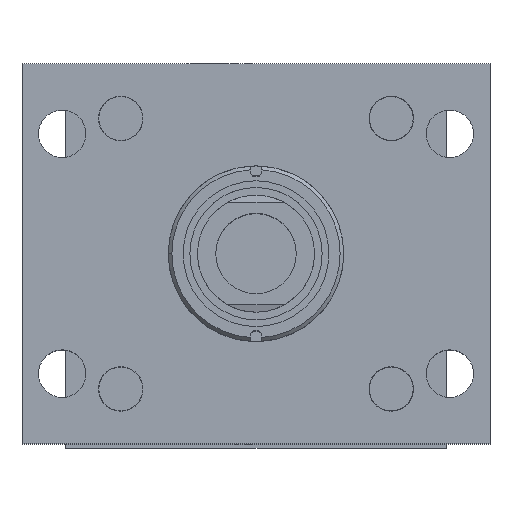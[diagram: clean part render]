
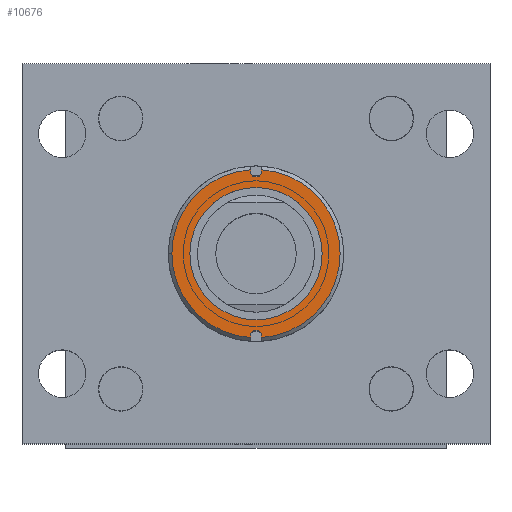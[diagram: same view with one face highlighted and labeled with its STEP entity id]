
A CAD part, top view. The second image highlights one B-rep face of the part: STEP entity #10676.
In plain terms, the highlighted planar face has unit normal (0, 0, 1).
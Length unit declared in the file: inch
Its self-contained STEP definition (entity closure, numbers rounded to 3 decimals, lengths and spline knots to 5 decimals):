
#124 = VERTEX_POINT ( 'NONE', #5143 ) ;
#145 = DIRECTION ( 'NONE',  ( -1., 0., 0. ) ) ;
#351 = FACE_OUTER_BOUND ( 'NONE', #9111, .T. ) ;
#385 = VERTEX_POINT ( 'NONE', #6248 ) ;
#516 = ORIENTED_EDGE ( 'NONE', *, *, #4396, .F. ) ;
#597 = DIRECTION ( 'NONE',  ( 0., 0., -1. ) ) ;
#638 = DIRECTION ( 'NONE',  ( 1., 0., 0. ) ) ;
#650 = CARTESIAN_POINT ( 'NONE',  ( 19.3411, 43.8257, -2.93519 ) ) ;
#766 = CIRCLE ( 'NONE', #4264, 0.094 ) ;
#916 = ORIENTED_EDGE ( 'NONE', *, *, #10746, .T. ) ;
#1298 = DIRECTION ( 'NONE',  ( 1., 0., 0. ) ) ;
#1300 = CIRCLE ( 'NONE', #2154, 1.438 ) ;
#1551 = CARTESIAN_POINT ( 'NONE',  ( 19.2471, 43.55073, -2.93519 ) ) ;
#1745 = DIRECTION ( 'NONE',  ( 0., -1., 0. ) ) ;
#1859 = CARTESIAN_POINT ( 'NONE',  ( 19.1531, 43.55073, -2.93519 ) ) ;
#1931 = DIRECTION ( 'NONE',  ( 1., 0., 0. ) ) ;
#1997 = AXIS2_PLACEMENT_3D ( 'NONE', #5573, #2112, #1298 ) ;
#2073 = EDGE_CURVE ( 'NONE', #124, #6851, #7701, .T. ) ;
#2083 = VERTEX_POINT ( 'NONE', #10661 ) ;
#2112 = DIRECTION ( 'NONE',  ( 0., 0., 1. ) ) ;
#2154 = AXIS2_PLACEMENT_3D ( 'NONE', #8164, #8127, #10636 ) ;
#2356 = VERTEX_POINT ( 'NONE', #4095 ) ;
#2457 = ORIENTED_EDGE ( 'NONE', *, *, #3537, .T. ) ;
#2587 = EDGE_CURVE ( 'NONE', #4297, #4894, #3136, .T. ) ;
#2848 = CARTESIAN_POINT ( 'NONE',  ( 19.1531, 43.85462, -2.93519 ) ) ;
#3136 = CIRCLE ( 'NONE', #5835, 1.438 ) ;
#3217 = LINE ( 'NONE', #1859, #5766 ) ;
#3439 = CARTESIAN_POINT ( 'NONE',  ( 19.3411, 43.55073, -2.93519 ) ) ;
#3537 = EDGE_CURVE ( 'NONE', #385, #6851, #4786, .T. ) ;
#3625 = DIRECTION ( 'NONE',  ( 0., -1., 0. ) ) ;
#3981 = FACE_BOUND ( 'NONE', #4317, .T. ) ;
#4001 = CARTESIAN_POINT ( 'NONE',  ( 19.1531, 40.98477, -2.93519 ) ) ;
#4053 = CIRCLE ( 'NONE', #1997, 0.094 ) ;
#4084 = PLANE ( 'NONE',  #6123 ) ;
#4095 = CARTESIAN_POINT ( 'NONE',  ( 18.11607, 42.4197, -2.93519 ) ) ;
#4120 = DIRECTION ( 'NONE',  ( 0., 1., 0. ) ) ;
#4264 = AXIS2_PLACEMENT_3D ( 'NONE', #9682, #6239, #1931 ) ;
#4297 = VERTEX_POINT ( 'NONE', #8620 ) ;
#4317 = EDGE_LOOP ( 'NONE', ( #7886, #916 ) ) ;
#4396 = EDGE_CURVE ( 'NONE', #7625, #10297, #3217, .T. ) ;
#4515 = DIRECTION ( 'NONE',  ( 0., 0., -1. ) ) ;
#4714 = DIRECTION ( 'NONE',  ( 0., 0., -1. ) ) ;
#4786 = LINE ( 'NONE', #3439, #7471 ) ;
#4894 = VERTEX_POINT ( 'NONE', #2848 ) ;
#5032 = DIRECTION ( 'NONE',  ( 0., 0., 1. ) ) ;
#5143 = CARTESIAN_POINT ( 'NONE',  ( 19.3411, 43.85462, -2.93519 ) ) ;
#5197 = VECTOR ( 'NONE', #4120, 39.37008 ) ;
#5444 = CARTESIAN_POINT ( 'NONE',  ( 20.37814, 42.4197, -2.93519 ) ) ;
#5573 = CARTESIAN_POINT ( 'NONE',  ( 19.2471, 41.0137, -2.93519 ) ) ;
#5765 = CARTESIAN_POINT ( 'NONE',  ( 19.2471, 42.4197, -2.93519 ) ) ;
#5766 = VECTOR ( 'NONE', #3625, 39.37008 ) ;
#5835 = AXIS2_PLACEMENT_3D ( 'NONE', #8786, #6222, #145 ) ;
#6123 = AXIS2_PLACEMENT_3D ( 'NONE', #1551, #5032, #638 ) ;
#6170 = ORIENTED_EDGE ( 'NONE', *, *, #10667, .F. ) ;
#6207 = EDGE_CURVE ( 'NONE', #2083, #8117, #766, .T. ) ;
#6222 = DIRECTION ( 'NONE',  ( 0., 0., -1. ) ) ;
#6239 = DIRECTION ( 'NONE',  ( 0., 0., 1. ) ) ;
#6248 = CARTESIAN_POINT ( 'NONE',  ( 19.3411, 41.0137, -2.93519 ) ) ;
#6458 = DIRECTION ( 'NONE',  ( -1., 0., 0. ) ) ;
#6532 = VECTOR ( 'NONE', #8747, 39.37008 ) ;
#6550 = AXIS2_PLACEMENT_3D ( 'NONE', #9057, #4714, #6458 ) ;
#6770 = CARTESIAN_POINT ( 'NONE',  ( 19.3411, 43.55073, -2.93519 ) ) ;
#6851 = VERTEX_POINT ( 'NONE', #10464 ) ;
#7116 = ORIENTED_EDGE ( 'NONE', *, *, #2587, .F. ) ;
#7151 = DIRECTION ( 'NONE',  ( -1., 0., 0. ) ) ;
#7448 = EDGE_CURVE ( 'NONE', #2083, #4894, #9781, .T. ) ;
#7471 = VECTOR ( 'NONE', #1745, 39.37008 ) ;
#7554 = AXIS2_PLACEMENT_3D ( 'NONE', #9706, #4515, #7151 ) ;
#7625 = VERTEX_POINT ( 'NONE', #8925 ) ;
#7674 = CIRCLE ( 'NONE', #6550, 1.13104 ) ;
#7701 = CIRCLE ( 'NONE', #7554, 1.438 ) ;
#7886 = ORIENTED_EDGE ( 'NONE', *, *, #9424, .T. ) ;
#8085 = EDGE_CURVE ( 'NONE', #385, #7625, #4053, .T. ) ;
#8117 = VERTEX_POINT ( 'NONE', #650 ) ;
#8127 = DIRECTION ( 'NONE',  ( 0., 0., -1. ) ) ;
#8164 = CARTESIAN_POINT ( 'NONE',  ( 19.2471, 42.4197, -2.93519 ) ) ;
#8312 = LINE ( 'NONE', #6770, #5197 ) ;
#8620 = CARTESIAN_POINT ( 'NONE',  ( 17.8091, 42.4197, -2.93519 ) ) ;
#8747 = DIRECTION ( 'NONE',  ( 0., 1., 0. ) ) ;
#8786 = CARTESIAN_POINT ( 'NONE',  ( 19.2471, 42.4197, -2.93519 ) ) ;
#8925 = CARTESIAN_POINT ( 'NONE',  ( 19.1531, 41.0137, -2.93519 ) ) ;
#9057 = CARTESIAN_POINT ( 'NONE',  ( 19.2471, 42.4197, -2.93519 ) ) ;
#9111 = EDGE_LOOP ( 'NONE', ( #9564, #2457, #9797, #6170, #10456, #9240, #7116, #10880, #516 ) ) ;
#9240 = ORIENTED_EDGE ( 'NONE', *, *, #7448, .T. ) ;
#9424 = EDGE_CURVE ( 'NONE', #2356, #10230, #7674, .T. ) ;
#9564 = ORIENTED_EDGE ( 'NONE', *, *, #8085, .F. ) ;
#9682 = CARTESIAN_POINT ( 'NONE',  ( 19.2471, 43.8257, -2.93519 ) ) ;
#9706 = CARTESIAN_POINT ( 'NONE',  ( 19.2471, 42.4197, -2.93519 ) ) ;
#9781 = LINE ( 'NONE', #10495, #6532 ) ;
#9797 = ORIENTED_EDGE ( 'NONE', *, *, #2073, .F. ) ;
#10121 = DIRECTION ( 'NONE',  ( -1., 0., 0. ) ) ;
#10230 = VERTEX_POINT ( 'NONE', #5444 ) ;
#10297 = VERTEX_POINT ( 'NONE', #4001 ) ;
#10353 = CIRCLE ( 'NONE', #11128, 1.13104 ) ;
#10456 = ORIENTED_EDGE ( 'NONE', *, *, #6207, .F. ) ;
#10464 = CARTESIAN_POINT ( 'NONE',  ( 19.3411, 40.98477, -2.93519 ) ) ;
#10495 = CARTESIAN_POINT ( 'NONE',  ( 19.1531, 43.55073, -2.93519 ) ) ;
#10636 = DIRECTION ( 'NONE',  ( -1., 0., 0. ) ) ;
#10661 = CARTESIAN_POINT ( 'NONE',  ( 19.1531, 43.8257, -2.93519 ) ) ;
#10667 = EDGE_CURVE ( 'NONE', #8117, #124, #8312, .T. ) ;
#10676 = ADVANCED_FACE ( 'NONE', ( #351, #3981 ), #4084, .T. ) ;
#10746 = EDGE_CURVE ( 'NONE', #10230, #2356, #10353, .T. ) ;
#10880 = ORIENTED_EDGE ( 'NONE', *, *, #11099, .F. ) ;
#11099 = EDGE_CURVE ( 'NONE', #10297, #4297, #1300, .T. ) ;
#11128 = AXIS2_PLACEMENT_3D ( 'NONE', #5765, #597, #10121 ) ;
